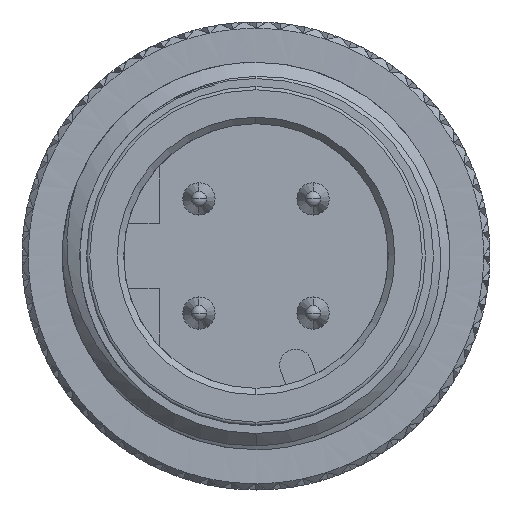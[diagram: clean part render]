
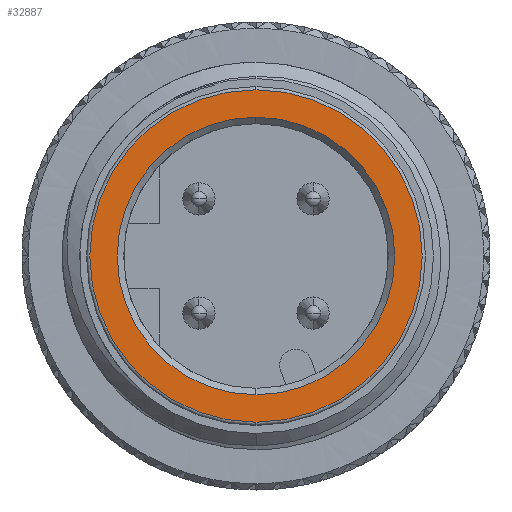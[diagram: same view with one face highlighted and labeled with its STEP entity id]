
A CAD part, left-side view. The second image highlights one B-rep face of the part: STEP entity #32887.
In plain terms, the highlighted planar face has unit normal (-1, 0, 0).
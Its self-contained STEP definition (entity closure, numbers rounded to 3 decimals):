
#810 = AXIS2_PLACEMENT_3D ( 'NONE', #14662, #37611, #29621 ) ;
#933 = AXIS2_PLACEMENT_3D ( 'NONE', #73387, #24347, #65404 ) ;
#1189 = EDGE_LOOP ( 'NONE', ( #20747, #43503 ) ) ;
#5537 = EDGE_CURVE ( 'NONE', #60160, #20578, #55312, .T. ) ;
#6338 = EDGE_CURVE ( 'NONE', #78153, #92968, #14194, .T. ) ;
#7432 = DIRECTION ( 'NONE',  ( 1., 0., 0. ) ) ;
#8873 = PLANE ( 'NONE',  #933 ) ;
#9397 = FACE_OUTER_BOUND ( 'NONE', #26628, .T. ) ;
#12711 = ORIENTED_EDGE ( 'NONE', *, *, #44661, .T. ) ;
#14062 = CARTESIAN_POINT ( 'NONE',  ( -9., 0., -5.15 ) ) ;
#14194 = CIRCLE ( 'NONE', #82332, 5.15 ) ;
#14662 = CARTESIAN_POINT ( 'NONE',  ( -9., 0., 0. ) ) ;
#15637 = CIRCLE ( 'NONE', #53096, 4.3 ) ;
#20578 = VERTEX_POINT ( 'NONE', #40607 ) ;
#20747 = ORIENTED_EDGE ( 'NONE', *, *, #5537, .T. ) ;
#24347 = DIRECTION ( 'NONE',  ( 1., 0., 0. ) ) ;
#26628 = EDGE_LOOP ( 'NONE', ( #98437, #12711 ) ) ;
#29621 = DIRECTION ( 'NONE',  ( 0., 0., -1. ) ) ;
#31009 = DIRECTION ( 'NONE',  ( 0., 0., -1. ) ) ;
#31017 = CIRCLE ( 'NONE', #44648, 5.15 ) ;
#32887 = ADVANCED_FACE ( 'NONE', ( #61724, #9397 ), #8873, .F. ) ;
#33036 = CARTESIAN_POINT ( 'NONE',  ( -9., 0., 5.15 ) ) ;
#37611 = DIRECTION ( 'NONE',  ( 1., 0., 0. ) ) ;
#40607 = CARTESIAN_POINT ( 'NONE',  ( -9., 0., -4.3 ) ) ;
#43503 = ORIENTED_EDGE ( 'NONE', *, *, #45923, .T. ) ;
#44648 = AXIS2_PLACEMENT_3D ( 'NONE', #70994, #71529, #31009 ) ;
#44661 = EDGE_CURVE ( 'NONE', #92968, #78153, #31017, .T. ) ;
#45631 = DIRECTION ( 'NONE',  ( -1., 0., 0. ) ) ;
#45923 = EDGE_CURVE ( 'NONE', #20578, #60160, #15637, .T. ) ;
#48454 = DIRECTION ( 'NONE',  ( 0., 0., -1. ) ) ;
#53096 = AXIS2_PLACEMENT_3D ( 'NONE', #81504, #7432, #48454 ) ;
#53118 = DIRECTION ( 'NONE',  ( 0., 0., -1. ) ) ;
#55312 = CIRCLE ( 'NONE', #810, 4.3 ) ;
#60160 = VERTEX_POINT ( 'NONE', #84355 ) ;
#61640 = CARTESIAN_POINT ( 'NONE',  ( -9., 0., 0. ) ) ;
#61724 = FACE_BOUND ( 'NONE', #1189, .T. ) ;
#65404 = DIRECTION ( 'NONE',  ( 0., 0., -1. ) ) ;
#70994 = CARTESIAN_POINT ( 'NONE',  ( -9., 0., 0. ) ) ;
#71529 = DIRECTION ( 'NONE',  ( -1., 0., 0. ) ) ;
#73387 = CARTESIAN_POINT ( 'NONE',  ( -9., 4.1, 0. ) ) ;
#78153 = VERTEX_POINT ( 'NONE', #14062 ) ;
#81504 = CARTESIAN_POINT ( 'NONE',  ( -9., 0., 0. ) ) ;
#82332 = AXIS2_PLACEMENT_3D ( 'NONE', #61640, #45631, #53118 ) ;
#84355 = CARTESIAN_POINT ( 'NONE',  ( -9., 0., 4.3 ) ) ;
#92968 = VERTEX_POINT ( 'NONE', #33036 ) ;
#98437 = ORIENTED_EDGE ( 'NONE', *, *, #6338, .T. ) ;
